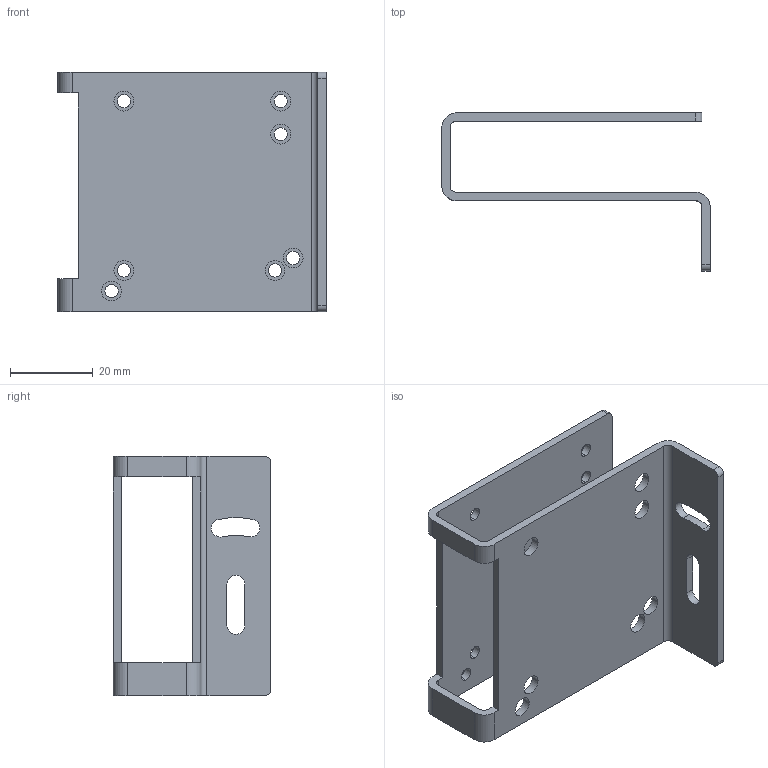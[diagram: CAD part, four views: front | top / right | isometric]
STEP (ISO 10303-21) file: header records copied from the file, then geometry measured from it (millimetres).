
FILE_DESCRIPTION((''),'2;1');
FILE_NAME('15300298 MSP F50.stp','2009-06-25T11:45:18',(''),(''),'Mechanical Desktop 2009','Mechanical Desktop 2009',', , ');
FILE_SCHEMA(('CONFIG_CONTROL_DESIGN'));
Length unit declared in the file: millimetre
Products named in the file (2): 04113186; TEIL1
Assembly tree (1 placements, depth 2):
  04113186
    TEIL1
Bounding box: 65 x 38.25 x 58 mm (x, y, z)
Volume: 15609.5 mm3; surface area: 17228.9 mm2
Topology: 1 solids, 1 shells, 68 faces, 204 edges, 136 vertices
Faces by surface type: cylinder 48, plane 20
Entity records: 2521 total; most frequent: DIRECTION 440, CARTESIAN_POINT 410, ORIENTED_EDGE 408, EDGE_CURVE 204, AXIS2_PLACEMENT_3D 166, VERTEX_POINT 136, VECTOR 108, LINE 108
